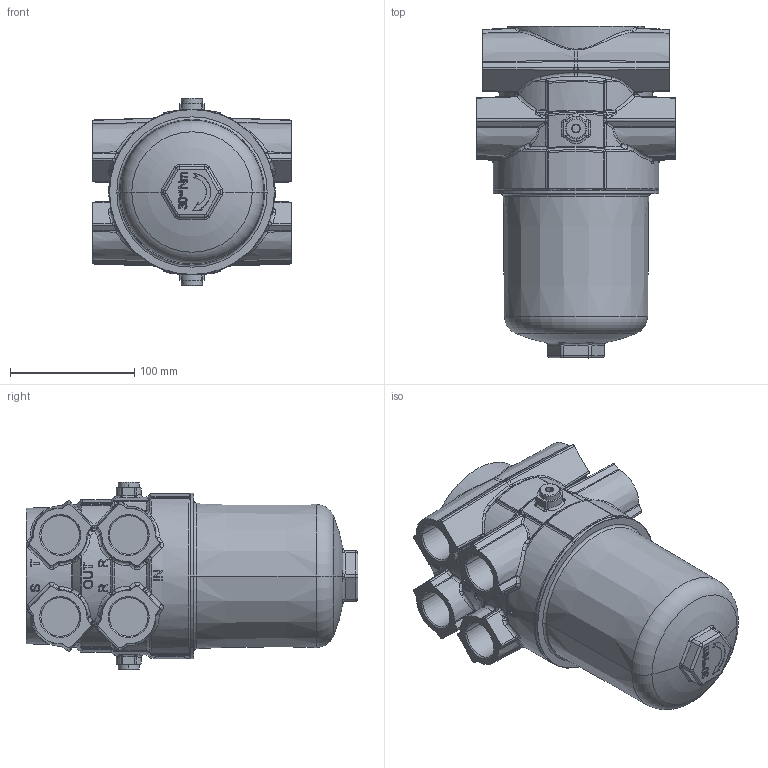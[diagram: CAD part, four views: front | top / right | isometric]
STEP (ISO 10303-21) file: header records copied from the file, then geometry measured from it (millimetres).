
FILE_DESCRIPTION((''),'2;1');
FILE_NAME('E_178-156','2019-01-22T',('a.heinl'),(''),'PRO/ENGINEER BY PARAMETRIC TECHNOLOGY CORPORATION, 2015110','PRO/ENGINEER BY PARAMETRIC TECHNOLOGY CORPORATION, 2015110','');
FILE_SCHEMA(('AUTOMOTIVE_DESIGN { 1 0 10303 214 1 1 1 1 }'));
Length unit declared in the file: millimetre
Products named in the file (1): E_178-156
Bounding box: 160 x 267 x 151.2 mm (x, y, z)
Volume: 3097201.7 mm3; surface area: 172704.2 mm2
Topology: 1 solids, 3 shells, 1584 faces, 3849 edges, 2196 vertices
Faces by surface type: bspline 517, cylinder 367, plane 306, extrusion 139, torus 119, cone 77, sphere 59
Entity records: 96190 total; most frequent: CARTESIAN_POINT 41714, ORIENTED_EDGE 7454, PRESENTATION_STYLE_ASSIGNMENT 5451, DIRECTION 4944, STYLED_ITEM 3867, CURVE_STYLE 3866, EDGE_CURVE 3727, VERTEX_POINT 2196
